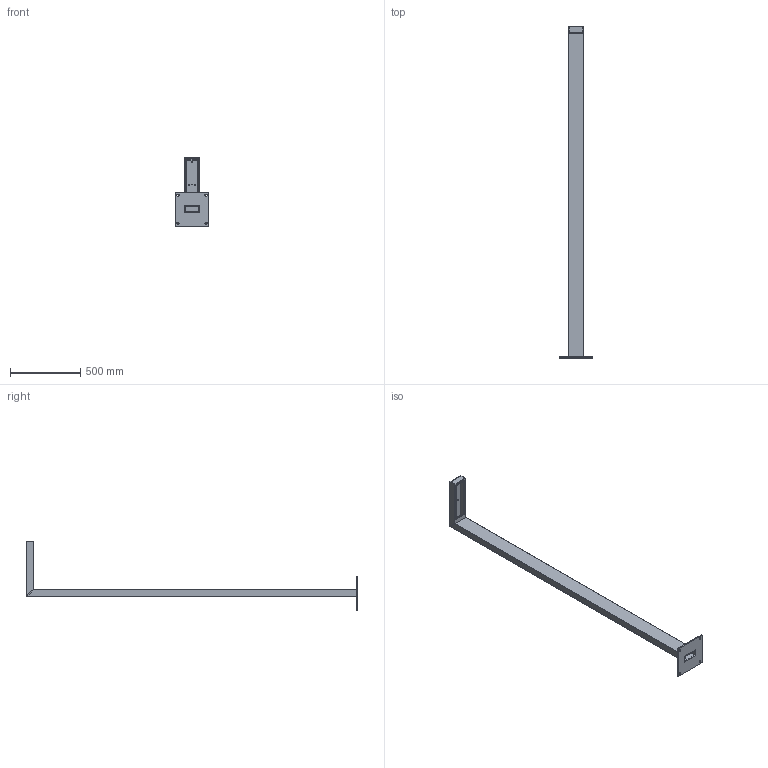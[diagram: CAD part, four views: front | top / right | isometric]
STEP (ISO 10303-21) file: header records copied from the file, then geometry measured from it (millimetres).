
FILE_DESCRIPTION (( 'STEP AP203' ), '1' );
FILE_NAME ('ASKER POLE.STEP', '2024-02-06T08:07:36', ( '' ), ( '' ), 'SwSTEP 2.0', 'SolidWorks 2022', '' );
FILE_SCHEMA (( 'CONFIG_CONTROL_DESIGN' ));
Length unit declared in the file: millimetre
Products named in the file (9): M97W2_Zaślepka_rs_390_Fi18; M97W2_KSZT110x50x2_rs_2360 obróbka; M97W2 Słup_Spaw_Kom_rs_2360x390W4; M97W2_Zaślepka_rs_Cube zasl_w2; M97W2 Słup_KSZT110x50x6x450_rs_390 obrobka_pw; ASKER POLE; Blacha podstawy_M97W2_2360_W3; M4x_rs_M4x06; M97W2 Słup_Góra 450 spaw_rs_392w2_pw
Assembly tree (8 placements, depth 4):
  ASKER POLE
    M97W2 Słup_Spaw_Kom_rs_2360x390W4
      M97W2 Słup_Góra 450 spaw_rs_392w2_pw
        M97W2 Słup_KSZT110x50x6x450_rs_390 obrobka_pw
        M97W2_Zaślepka_rs_390_Fi18
        M97W2_Zaślepka_rs_Cube zasl_w2
      M97W2_KSZT110x50x2_rs_2360 obróbka
      Blacha podstawy_M97W2_2360_W3
    M4x_rs_M4x06
Bounding box: 240 x 2360 x 485 mm (x, y, z)
Volume: 3765506.3 mm3; surface area: 1732393.2 mm2
Topology: 6 solids, 6 shells, 177 faces, 468 edges, 298 vertices
Faces by surface type: cylinder 79, plane 73, cone 19, torus 4, sphere 2
Entity records: 6513 total; most frequent: CARTESIAN_POINT 1023, DIRECTION 1008, ORIENTED_EDGE 912, EDGE_CURVE 456, AXIS2_PLACEMENT_3D 381, VERTEX_POINT 298, LINE 246, VECTOR 246
